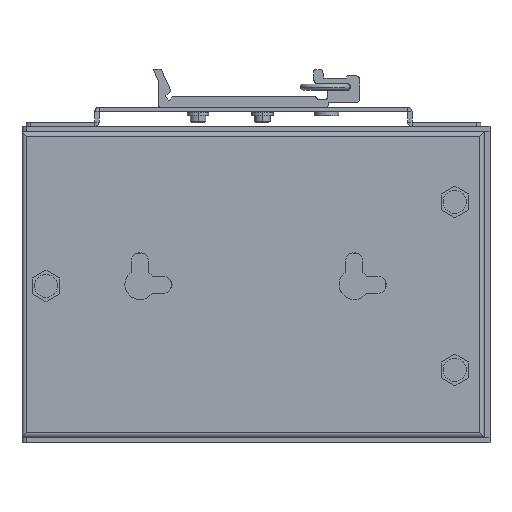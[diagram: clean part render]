
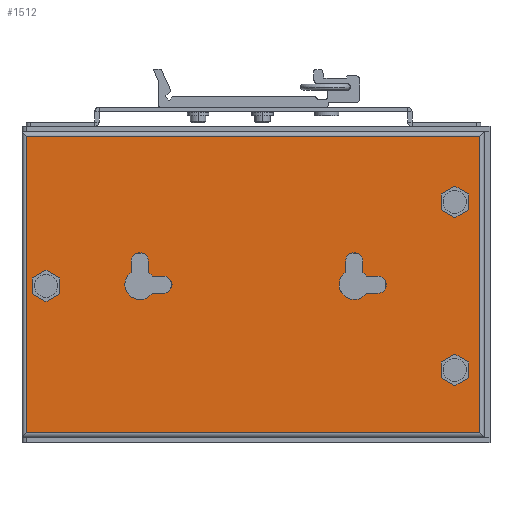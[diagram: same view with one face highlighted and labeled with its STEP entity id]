
A CAD part, front view. The second image highlights one B-rep face of the part: STEP entity #1512.
In plain terms, the highlighted face is planar.
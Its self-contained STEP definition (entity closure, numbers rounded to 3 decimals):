
#1=CARTESIAN_POINT('',(23.6,0.,0.));
#2=DIRECTION('',(0.,0.,-1.));
#3=DIRECTION('',(0.821,-0.571,0.));
#4=AXIS2_PLACEMENT_3D('',#1,#2,#3);
#6=CARTESIAN_POINT('',(23.6,-5.5,0.));
#7=DIRECTION('',(0.,0.,-1.));
#8=DIRECTION('',(1.,0.,0.));
#9=AXIS2_PLACEMENT_3D('',#6,#7,#8);
#11=CARTESIAN_POINT('',(23.6,0.,0.));
#12=DIRECTION('',(0.,0.,-1.));
#13=DIRECTION('',(-0.571,-0.821,0.));
#14=AXIS2_PLACEMENT_3D('',#11,#12,#13);
#16=CARTESIAN_POINT('',(23.6,0.,0.));
#17=DIRECTION('',(0.,0.,-1.));
#18=DIRECTION('',(-1.,0.,0.));
#19=AXIS2_PLACEMENT_3D('',#16,#17,#18);
#21=CARTESIAN_POINT('',(23.6,0.,0.));
#22=DIRECTION('',(0.,0.,-1.));
#23=DIRECTION('',(0.571,0.821,0.));
#24=AXIS2_PLACEMENT_3D('',#21,#22,#23);
#26=CARTESIAN_POINT('',(29.1,0.,0.));
#27=DIRECTION('',(0.,0.,-1.));
#28=DIRECTION('',(0.,1.,0.));
#29=AXIS2_PLACEMENT_3D('',#26,#27,#28);
#31=CARTESIAN_POINT('',(29.1,0.,0.));
#32=DIRECTION('',(0.,0.,-1.));
#33=DIRECTION('',(1.,0.,0.));
#34=AXIS2_PLACEMENT_3D('',#31,#32,#33);
#36=CARTESIAN_POINT('',(-20.9,0.,0.));
#37=DIRECTION('',(0.,0.,-1.));
#38=DIRECTION('',(0.,1.,0.));
#39=AXIS2_PLACEMENT_3D('',#36,#37,#38);
#41=CARTESIAN_POINT('',(-20.9,0.,0.));
#42=DIRECTION('',(0.,0.,-1.));
#43=DIRECTION('',(1.,0.,0.));
#44=AXIS2_PLACEMENT_3D('',#41,#42,#43);
#46=CARTESIAN_POINT('',(-26.4,0.,0.));
#47=DIRECTION('',(0.,0.,-1.));
#48=DIRECTION('',(0.821,-0.571,0.));
#49=AXIS2_PLACEMENT_3D('',#46,#47,#48);
#51=CARTESIAN_POINT('',(-26.4,-5.5,0.));
#52=DIRECTION('',(0.,0.,-1.));
#53=DIRECTION('',(1.,0.,0.));
#54=AXIS2_PLACEMENT_3D('',#51,#52,#53);
#56=CARTESIAN_POINT('',(-26.4,0.,0.));
#57=DIRECTION('',(0.,0.,-1.));
#58=DIRECTION('',(-0.571,-0.821,0.));
#59=AXIS2_PLACEMENT_3D('',#56,#57,#58);
#61=CARTESIAN_POINT('',(-26.4,0.,0.));
#62=DIRECTION('',(0.,0.,-1.));
#63=DIRECTION('',(-1.,0.,0.));
#64=AXIS2_PLACEMENT_3D('',#61,#62,#63);
#66=CARTESIAN_POINT('',(-26.4,0.,0.));
#67=DIRECTION('',(0.,0.,-1.));
#68=DIRECTION('',(0.571,0.821,0.));
#69=AXIS2_PLACEMENT_3D('',#66,#67,#68);
#71=CARTESIAN_POINT('',(47.1,19.9,0.));
#72=DIRECTION('',(0.,0.,-1.));
#73=DIRECTION('',(-1.,0.,0.));
#74=AXIS2_PLACEMENT_3D('',#71,#72,#73);
#76=CARTESIAN_POINT('',(47.1,19.9,0.));
#77=DIRECTION('',(0.,0.,-1.));
#78=DIRECTION('',(1.,0.,0.));
#79=AXIS2_PLACEMENT_3D('',#76,#77,#78);
#81=CARTESIAN_POINT('',(47.1,-19.3,0.));
#82=DIRECTION('',(0.,0.,-1.));
#83=DIRECTION('',(-1.,0.,0.));
#84=AXIS2_PLACEMENT_3D('',#81,#82,#83);
#86=CARTESIAN_POINT('',(47.1,-19.3,0.));
#87=DIRECTION('',(0.,0.,-1.));
#88=DIRECTION('',(1.,0.,0.));
#89=AXIS2_PLACEMENT_3D('',#86,#87,#88);
#91=CARTESIAN_POINT('',(-48.3,0.3,0.));
#92=DIRECTION('',(0.,0.,-1.));
#93=DIRECTION('',(-1.,0.,0.));
#94=AXIS2_PLACEMENT_3D('',#91,#92,#93);
#96=CARTESIAN_POINT('',(-48.3,0.3,0.));
#97=DIRECTION('',(0.,0.,-1.));
#98=DIRECTION('',(1.,0.,0.));
#99=AXIS2_PLACEMENT_3D('',#96,#97,#98);
#105=DIRECTION('',(1.,0.,0.));
#106=VECTOR('',#105,105.8);
#107=CARTESIAN_POINT('',(-52.9,34.6,0.));
#108=LINE('',#107,#106);
#181=DIRECTION('',(0.,-1.,0.));
#182=VECTOR('',#181,69.2);
#183=CARTESIAN_POINT('',(52.9,34.6,0.));
#184=LINE('',#183,#182);
#199=DIRECTION('',(-1.,0.,0.));
#200=VECTOR('',#199,105.8);
#201=CARTESIAN_POINT('',(52.9,-34.6,0.));
#202=LINE('',#201,#200);
#221=DIRECTION('',(0.,1.,0.));
#222=VECTOR('',#221,69.2);
#223=CARTESIAN_POINT('',(-52.9,-34.6,0.));
#224=LINE('',#223,#222);
#971=DIRECTION('',(1.,0.,0.));
#972=VECTOR('',#971,2.628);
#973=CARTESIAN_POINT('',(26.472,-2.,0.));
#974=LINE('',#973,#972);
#983=DIRECTION('',(-1.,0.,0.));
#984=VECTOR('',#983,2.628);
#985=CARTESIAN_POINT('',(29.1,2.,0.));
#986=LINE('',#985,#984);
#995=DIRECTION('',(0.,-1.,0.));
#996=VECTOR('',#995,2.628);
#997=CARTESIAN_POINT('',(21.6,-2.872,0.));
#998=LINE('',#997,#996);
#1007=DIRECTION('',(0.,1.,0.));
#1008=VECTOR('',#1007,2.628);
#1009=CARTESIAN_POINT('',(25.6,-5.5,0.));
#1010=LINE('',#1009,#1008);
#1019=DIRECTION('',(-1.,0.,0.));
#1020=VECTOR('',#1019,2.628);
#1021=CARTESIAN_POINT('',(-20.9,2.,0.));
#1022=LINE('',#1021,#1020);
#1031=DIRECTION('',(0.,-1.,0.));
#1032=VECTOR('',#1031,2.628);
#1033=CARTESIAN_POINT('',(-28.4,-2.872,0.));
#1034=LINE('',#1033,#1032);
#1043=DIRECTION('',(0.,1.,0.));
#1044=VECTOR('',#1043,2.628);
#1045=CARTESIAN_POINT('',(-24.4,-5.5,0.));
#1046=LINE('',#1045,#1044);
#1055=DIRECTION('',(1.,0.,0.));
#1056=VECTOR('',#1055,2.628);
#1057=CARTESIAN_POINT('',(-23.528,-2.,0.));
#1058=LINE('',#1057,#1056);
#1099=CARTESIAN_POINT('',(-52.9,34.6,0.));
#1100=CARTESIAN_POINT('',(52.9,34.6,0.));
#1101=VERTEX_POINT('',#1099);
#1102=VERTEX_POINT('',#1100);
#1103=CARTESIAN_POINT('',(-52.9,-34.6,0.));
#1104=VERTEX_POINT('',#1103);
#1105=CARTESIAN_POINT('',(52.9,-34.6,0.));
#1106=VERTEX_POINT('',#1105);
#1107=CARTESIAN_POINT('',(26.472,-2.,0.));
#1108=CARTESIAN_POINT('',(29.1,-2.,0.));
#1109=VERTEX_POINT('',#1107);
#1110=VERTEX_POINT('',#1108);
#1111=CARTESIAN_POINT('',(25.6,-2.872,0.));
#1112=VERTEX_POINT('',#1111);
#1113=CARTESIAN_POINT('',(25.6,-5.5,0.));
#1114=VERTEX_POINT('',#1113);
#1115=CARTESIAN_POINT('',(21.6,-5.5,0.));
#1116=VERTEX_POINT('',#1115);
#1117=CARTESIAN_POINT('',(21.6,-2.872,0.));
#1118=VERTEX_POINT('',#1117);
#1119=CARTESIAN_POINT('',(20.1,0.,0.));
#1120=VERTEX_POINT('',#1119);
#1121=CARTESIAN_POINT('',(25.6,2.872,0.));
#1122=VERTEX_POINT('',#1121);
#1123=CARTESIAN_POINT('',(26.472,2.,0.));
#1124=VERTEX_POINT('',#1123);
#1125=CARTESIAN_POINT('',(29.1,2.,0.));
#1126=VERTEX_POINT('',#1125);
#1127=CARTESIAN_POINT('',(31.1,0.,0.));
#1128=VERTEX_POINT('',#1127);
#1129=CARTESIAN_POINT('',(-20.9,2.,0.));
#1130=CARTESIAN_POINT('',(-23.528,2.,0.));
#1131=VERTEX_POINT('',#1129);
#1132=VERTEX_POINT('',#1130);
#1133=CARTESIAN_POINT('',(-18.9,0.,0.));
#1134=VERTEX_POINT('',#1133);
#1135=CARTESIAN_POINT('',(-20.9,-2.,0.));
#1136=VERTEX_POINT('',#1135);
#1137=CARTESIAN_POINT('',(-23.528,-2.,0.));
#1138=VERTEX_POINT('',#1137);
#1139=CARTESIAN_POINT('',(-24.4,-2.872,0.));
#1140=VERTEX_POINT('',#1139);
#1141=CARTESIAN_POINT('',(-24.4,-5.5,0.));
#1142=VERTEX_POINT('',#1141);
#1143=CARTESIAN_POINT('',(-28.4,-5.5,0.));
#1144=VERTEX_POINT('',#1143);
#1145=CARTESIAN_POINT('',(-28.4,-2.872,0.));
#1146=VERTEX_POINT('',#1145);
#1147=CARTESIAN_POINT('',(-29.9,0.,0.));
#1148=VERTEX_POINT('',#1147);
#1149=CARTESIAN_POINT('',(-24.4,2.872,0.));
#1150=VERTEX_POINT('',#1149);
#1151=CARTESIAN_POINT('',(44.4,19.9,0.));
#1152=CARTESIAN_POINT('',(49.8,19.9,0.));
#1153=VERTEX_POINT('',#1151);
#1154=VERTEX_POINT('',#1152);
#1155=CARTESIAN_POINT('',(44.4,-19.3,0.));
#1156=CARTESIAN_POINT('',(49.8,-19.3,0.));
#1157=VERTEX_POINT('',#1155);
#1158=VERTEX_POINT('',#1156);
#1159=CARTESIAN_POINT('',(-51.,0.3,0.));
#1160=CARTESIAN_POINT('',(-45.6,0.3,0.));
#1161=VERTEX_POINT('',#1159);
#1162=VERTEX_POINT('',#1160);
#1431=CARTESIAN_POINT('',(0.,0.,0.));
#1432=DIRECTION('',(0.,0.,1.));
#1433=DIRECTION('',(1.,0.,0.));
#1434=AXIS2_PLACEMENT_3D('',#1431,#1432,#1433);
#1435=PLANE('',#1434);
#1437=ORIENTED_EDGE('',*,*,#1436,.F.);
#1439=ORIENTED_EDGE('',*,*,#1438,.F.);
#1441=ORIENTED_EDGE('',*,*,#1440,.F.);
#1443=ORIENTED_EDGE('',*,*,#1442,.F.);
#1444=EDGE_LOOP('',(#1437,#1439,#1441,#1443));
#1445=FACE_OUTER_BOUND('',#1444,.F.);
#1447=ORIENTED_EDGE('',*,*,#1446,.F.);
#1449=ORIENTED_EDGE('',*,*,#1448,.T.);
#1451=ORIENTED_EDGE('',*,*,#1450,.F.);
#1453=ORIENTED_EDGE('',*,*,#1452,.T.);
#1455=ORIENTED_EDGE('',*,*,#1454,.F.);
#1457=ORIENTED_EDGE('',*,*,#1456,.T.);
#1459=ORIENTED_EDGE('',*,*,#1458,.T.);
#1461=ORIENTED_EDGE('',*,*,#1460,.T.);
#1463=ORIENTED_EDGE('',*,*,#1462,.F.);
#1465=ORIENTED_EDGE('',*,*,#1464,.T.);
#1467=ORIENTED_EDGE('',*,*,#1466,.T.);
#1468=EDGE_LOOP('',(#1447,#1449,#1451,#1453,#1455,#1457,#1459,#1461,#1463,#1465,
#1467));
#1469=FACE_BOUND('',#1468,.F.);
#1471=ORIENTED_EDGE('',*,*,#1470,.F.);
#1473=ORIENTED_EDGE('',*,*,#1472,.T.);
#1475=ORIENTED_EDGE('',*,*,#1474,.T.);
#1477=ORIENTED_EDGE('',*,*,#1476,.F.);
#1479=ORIENTED_EDGE('',*,*,#1478,.T.);
#1481=ORIENTED_EDGE('',*,*,#1480,.F.);
#1483=ORIENTED_EDGE('',*,*,#1482,.T.);
#1485=ORIENTED_EDGE('',*,*,#1484,.F.);
#1487=ORIENTED_EDGE('',*,*,#1486,.T.);
#1489=ORIENTED_EDGE('',*,*,#1488,.T.);
#1491=ORIENTED_EDGE('',*,*,#1490,.T.);
#1492=EDGE_LOOP('',(#1471,#1473,#1475,#1477,#1479,#1481,#1483,#1485,#1487,#1489,
#1491));
#1493=FACE_BOUND('',#1492,.F.);
#1495=ORIENTED_EDGE('',*,*,#1494,.T.);
#1497=ORIENTED_EDGE('',*,*,#1496,.T.);
#1498=EDGE_LOOP('',(#1495,#1497));
#1499=FACE_BOUND('',#1498,.F.);
#1501=ORIENTED_EDGE('',*,*,#1500,.T.);
#1503=ORIENTED_EDGE('',*,*,#1502,.T.);
#1504=EDGE_LOOP('',(#1501,#1503));
#1505=FACE_BOUND('',#1504,.F.);
#1507=ORIENTED_EDGE('',*,*,#1506,.T.);
#1509=ORIENTED_EDGE('',*,*,#1508,.T.);
#1510=EDGE_LOOP('',(#1507,#1509));
#1511=FACE_BOUND('',#1510,.F.);
#5=CIRCLE('',#4,3.5);
#10=CIRCLE('',#9,2.);
#15=CIRCLE('',#14,3.5);
#20=CIRCLE('',#19,3.5);
#25=CIRCLE('',#24,3.5);
#30=CIRCLE('',#29,2.);
#35=CIRCLE('',#34,2.);
#40=CIRCLE('',#39,2.);
#45=CIRCLE('',#44,2.);
#50=CIRCLE('',#49,3.5);
#55=CIRCLE('',#54,2.);
#60=CIRCLE('',#59,3.5);
#65=CIRCLE('',#64,3.5);
#70=CIRCLE('',#69,3.5);
#75=CIRCLE('',#74,2.7);
#80=CIRCLE('',#79,2.7);
#85=CIRCLE('',#84,2.7);
#90=CIRCLE('',#89,2.7);
#95=CIRCLE('',#94,2.7);
#100=CIRCLE('',#99,2.7);
#1436=EDGE_CURVE('',#1101,#1102,#108,.T.);
#1438=EDGE_CURVE('',#1104,#1101,#224,.T.);
#1440=EDGE_CURVE('',#1106,#1104,#202,.T.);
#1442=EDGE_CURVE('',#1102,#1106,#184,.T.);
#1446=EDGE_CURVE('',#1109,#1110,#974,.T.);
#1448=EDGE_CURVE('',#1109,#1112,#5,.T.);
#1450=EDGE_CURVE('',#1114,#1112,#1010,.T.);
#1452=EDGE_CURVE('',#1114,#1116,#10,.T.);
#1454=EDGE_CURVE('',#1118,#1116,#998,.T.);
#1456=EDGE_CURVE('',#1118,#1120,#15,.T.);
#1458=EDGE_CURVE('',#1120,#1122,#20,.T.);
#1460=EDGE_CURVE('',#1122,#1124,#25,.T.);
#1462=EDGE_CURVE('',#1126,#1124,#986,.T.);
#1464=EDGE_CURVE('',#1126,#1128,#30,.T.);
#1466=EDGE_CURVE('',#1128,#1110,#35,.T.);
#1470=EDGE_CURVE('',#1131,#1132,#1022,.T.);
#1472=EDGE_CURVE('',#1131,#1134,#40,.T.);
#1474=EDGE_CURVE('',#1134,#1136,#45,.T.);
#1476=EDGE_CURVE('',#1138,#1136,#1058,.T.);
#1478=EDGE_CURVE('',#1138,#1140,#50,.T.);
#1480=EDGE_CURVE('',#1142,#1140,#1046,.T.);
#1482=EDGE_CURVE('',#1142,#1144,#55,.T.);
#1484=EDGE_CURVE('',#1146,#1144,#1034,.T.);
#1486=EDGE_CURVE('',#1146,#1148,#60,.T.);
#1488=EDGE_CURVE('',#1148,#1150,#65,.T.);
#1490=EDGE_CURVE('',#1150,#1132,#70,.T.);
#1494=EDGE_CURVE('',#1153,#1154,#75,.T.);
#1496=EDGE_CURVE('',#1154,#1153,#80,.T.);
#1500=EDGE_CURVE('',#1157,#1158,#85,.T.);
#1502=EDGE_CURVE('',#1158,#1157,#90,.T.);
#1506=EDGE_CURVE('',#1161,#1162,#95,.T.);
#1508=EDGE_CURVE('',#1162,#1161,#100,.T.);
#1512=ADVANCED_FACE('',(#1445,#1469,#1493,#1499,#1505,#1511),#1435,.F.);
